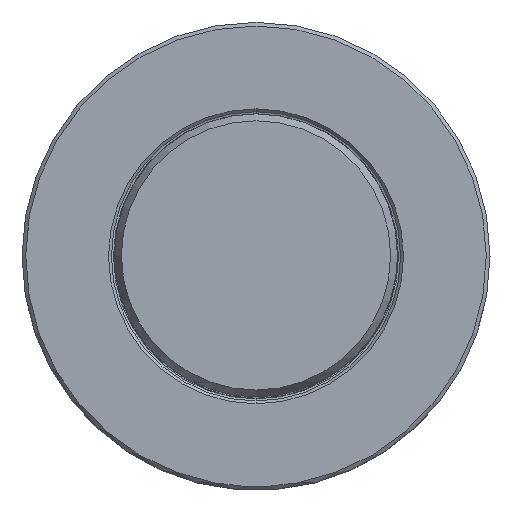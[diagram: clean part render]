
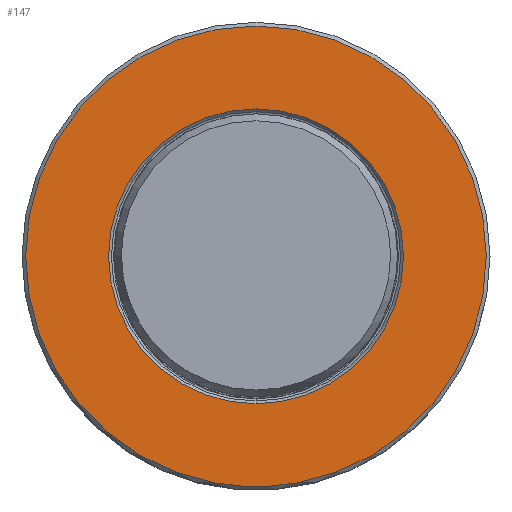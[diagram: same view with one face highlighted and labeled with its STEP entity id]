
A CAD part, top view. The second image highlights one B-rep face of the part: STEP entity #147.
In plain terms, the highlighted planar face has unit normal (0, 0, 1).
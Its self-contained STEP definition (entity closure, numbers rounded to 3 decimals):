
#28=FACE_BOUND('',#293,.T.);
#29=FACE_BOUND('',#294,.T.);
#33=PLANE('',#1216);
#147=ADVANCED_FACE('',(#28,#29),#33,.T.);
#293=EDGE_LOOP('',(#496,#497,#498));
#294=EDGE_LOOP('',(#499,#500));
#496=ORIENTED_EDGE('',*,*,#755,.F.);
#497=ORIENTED_EDGE('',*,*,#758,.F.);
#498=ORIENTED_EDGE('',*,*,#757,.F.);
#499=ORIENTED_EDGE('',*,*,#759,.F.);
#500=ORIENTED_EDGE('',*,*,#760,.F.);
#636=VERTEX_POINT('',#2372);
#637=VERTEX_POINT('',#2374);
#638=VERTEX_POINT('',#2383);
#639=VERTEX_POINT('',#2387);
#640=VERTEX_POINT('',#2388);
#755=EDGE_CURVE('',#636,#637,#903,.T.);
#757=EDGE_CURVE('',#637,#638,#904,.T.);
#758=EDGE_CURVE('',#638,#636,#905,.T.);
#759=EDGE_CURVE('',#639,#640,#906,.T.);
#760=EDGE_CURVE('',#640,#639,#907,.T.);
#903=CIRCLE('',#1209,31.);
#904=CIRCLE('',#1211,31.);
#905=CIRCLE('',#1212,31.);
#906=CIRCLE('',#1214,19.85);
#907=CIRCLE('',#1215,19.85);
#1209=AXIS2_PLACEMENT_3D('',#2373,#1476,#1477);
#1211=AXIS2_PLACEMENT_3D('',#2382,#1480,#1481);
#1212=AXIS2_PLACEMENT_3D('',#2384,#1482,#1483);
#1214=AXIS2_PLACEMENT_3D('',#2386,#1486,#1487);
#1215=AXIS2_PLACEMENT_3D('',#2389,#1488,#1489);
#1216=AXIS2_PLACEMENT_3D('',#2390,#1490,#1491);
#1476=DIRECTION('',(0.,0.,-1.));
#1477=DIRECTION('',(0.179,-0.984,0.));
#1480=DIRECTION('',(0.,0.,-1.));
#1481=DIRECTION('',(-0.179,-0.984,0.));
#1482=DIRECTION('',(0.,0.,-1.));
#1483=DIRECTION('',(0.,1.,0.));
#1486=DIRECTION('',(0.,0.,1.));
#1487=DIRECTION('',(0.,-1.,0.));
#1488=DIRECTION('',(0.,0.,1.));
#1489=DIRECTION('',(0.,1.,0.));
#1490=DIRECTION('',(0.,0.,1.));
#1491=DIRECTION('',(0.,1.,0.));
#2372=CARTESIAN_POINT('',(5.545,-30.5,0.));
#2373=CARTESIAN_POINT('',(0.,0.,0.));
#2374=CARTESIAN_POINT('',(-5.545,-30.5,0.));
#2382=CARTESIAN_POINT('',(0.,0.,0.));
#2383=CARTESIAN_POINT('',(0.,31.,0.));
#2384=CARTESIAN_POINT('',(0.,0.,0.));
#2386=CARTESIAN_POINT('',(0.,0.,0.));
#2387=CARTESIAN_POINT('',(0.,-19.85,0.));
#2388=CARTESIAN_POINT('',(0.,19.85,0.));
#2389=CARTESIAN_POINT('',(0.,0.,0.));
#2390=CARTESIAN_POINT('',(0.,0.,0.));
